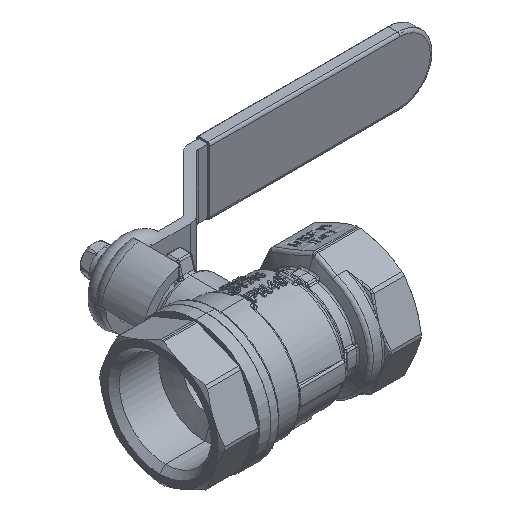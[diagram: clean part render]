
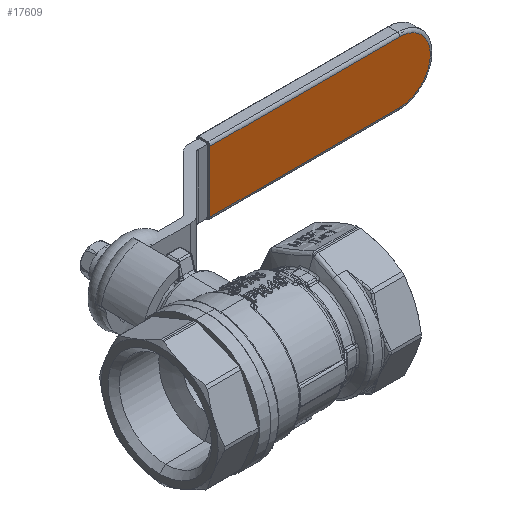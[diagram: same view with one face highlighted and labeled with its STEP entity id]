
A CAD part, isometric view. The second image highlights one B-rep face of the part: STEP entity #17609.
In plain terms, the highlighted planar face has unit normal (0, -1, 0).
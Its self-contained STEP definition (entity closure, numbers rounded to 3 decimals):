
#468 = CARTESIAN_POINT ( 'NONE',  ( 90.004, 46.8, -4.999 ) ) ;
#1429 = B_SPLINE_CURVE_WITH_KNOTS ( 'NONE', 3,
 ( #27682, #47197, #31997, #1812 ),
 .UNSPECIFIED., .F., .F.,
 ( 4, 4 ),
 ( 0., 1. ),
 .UNSPECIFIED. ) ;
#1697 = CARTESIAN_POINT ( 'NONE',  ( 83.5, 46.8, 0. ) ) ;
#1812 = CARTESIAN_POINT ( 'NONE',  ( 33.096, 46.8, 8.134 ) ) ;
#2412 = B_SPLINE_CURVE_WITH_KNOTS ( 'NONE', 3,
 ( #40098, #17453, #13782, #44080 ),
 .UNSPECIFIED., .F., .F.,
 ( 4, 4 ),
 ( 0., 1. ),
 .UNSPECIFIED. ) ;
#3281 = CARTESIAN_POINT ( 'NONE',  ( 66.699, 46.8, -8.134 ) ) ;
#4003 = AXIS2_PLACEMENT_3D ( 'NONE', #1697, #20466, #12801 ) ;
#4157 = CARTESIAN_POINT ( 'NONE',  ( 84.565, 46.8, -8.134 ) ) ;
#7665 = CARTESIAN_POINT ( 'NONE',  ( 88.499, 46.8, -6.504 ) ) ;
#7774 = B_SPLINE_CURVE_WITH_KNOTS ( 'NONE', 3,
 ( #38419, #45405, #12113, #19118, #45888, #26701, #30519, #45719, #46037, #22736, #34485, #27196, #468, #7665, #34163, #11789, #4157, #42062 ),
 .UNSPECIFIED., .F., .F.,
 ( 4, 2, 2, 2, 2, 2, 2, 2, 4 ),
 ( 0., 0.125, 0.25, 0.375, 0.5, 0.625, 0.75, 0.875, 1. ),
 .UNSPECIFIED. ) ;
#8496 = FACE_OUTER_BOUND ( 'NONE', #38960, .T. ) ;
#9768 = ORIENTED_EDGE ( 'NONE', *, *, #32817, .T. ) ;
#11789 = CARTESIAN_POINT ( 'NONE',  ( 85.629, 46.8, -7.922 ) ) ;
#12113 = CARTESIAN_POINT ( 'NONE',  ( 85.629, 46.8, 7.922 ) ) ;
#12155 = PLANE ( 'NONE',  #4003 ) ;
#12801 = DIRECTION ( 'NONE',  ( 0., 0., -1. ) ) ;
#13782 = CARTESIAN_POINT ( 'NONE',  ( 33.096, 46.8, -2.711 ) ) ;
#14086 = CARTESIAN_POINT ( 'NONE',  ( 33.096, 46.8, -8.134 ) ) ;
#15038 = VERTEX_POINT ( 'NONE', #42461 ) ;
#17453 = CARTESIAN_POINT ( 'NONE',  ( 33.096, 46.8, 2.711 ) ) ;
#17609 = ADVANCED_FACE ( 'NONE', ( #8496 ), #12155, .T. ) ;
#17992 = VERTEX_POINT ( 'NONE', #42505 ) ;
#18719 = CARTESIAN_POINT ( 'NONE',  ( 49.897, 46.8, -8.134 ) ) ;
#19118 = CARTESIAN_POINT ( 'NONE',  ( 87.596, 46.8, 7.107 ) ) ;
#19223 = EDGE_CURVE ( 'NONE', #28481, #17992, #34018, .T. ) ;
#20466 = DIRECTION ( 'NONE',  ( 0., -1., 0. ) ) ;
#21722 = ORIENTED_EDGE ( 'NONE', *, *, #19223, .T. ) ;
#22211 = CARTESIAN_POINT ( 'NONE',  ( 83.5, 46.8, -8.134 ) ) ;
#22514 = ORIENTED_EDGE ( 'NONE', *, *, #32009, .F. ) ;
#22736 = CARTESIAN_POINT ( 'NONE',  ( 91.634, 46.8, -1.065 ) ) ;
#25286 = CARTESIAN_POINT ( 'NONE',  ( 33.096, 46.8, 8.134 ) ) ;
#26096 = EDGE_CURVE ( 'NONE', #47958, #28481, #2412, .T. ) ;
#26170 = ORIENTED_EDGE ( 'NONE', *, *, #26096, .T. ) ;
#26701 = CARTESIAN_POINT ( 'NONE',  ( 90.004, 46.8, 4.999 ) ) ;
#27196 = CARTESIAN_POINT ( 'NONE',  ( 90.607, 46.8, -4.096 ) ) ;
#27682 = CARTESIAN_POINT ( 'NONE',  ( 83.5, 46.8, 8.134 ) ) ;
#28481 = VERTEX_POINT ( 'NONE', #39269 ) ;
#30519 = CARTESIAN_POINT ( 'NONE',  ( 90.607, 46.8, 4.096 ) ) ;
#31997 = CARTESIAN_POINT ( 'NONE',  ( 49.897, 46.8, 8.134 ) ) ;
#32009 = EDGE_CURVE ( 'NONE', #15038, #17992, #7774, .T. ) ;
#32817 = EDGE_CURVE ( 'NONE', #15038, #47958, #1429, .T. ) ;
#34018 = B_SPLINE_CURVE_WITH_KNOTS ( 'NONE', 3,
 ( #14086, #18719, #3281, #22211 ),
 .UNSPECIFIED., .F., .F.,
 ( 4, 4 ),
 ( 0., 1. ),
 .UNSPECIFIED. ) ;
#34163 = CARTESIAN_POINT ( 'NONE',  ( 87.596, 46.8, -7.107 ) ) ;
#34485 = CARTESIAN_POINT ( 'NONE',  ( 91.422, 46.8, -2.129 ) ) ;
#38419 = CARTESIAN_POINT ( 'NONE',  ( 83.5, 46.8, 8.134 ) ) ;
#38960 = EDGE_LOOP ( 'NONE', ( #22514, #9768, #26170, #21722 ) ) ;
#39269 = CARTESIAN_POINT ( 'NONE',  ( 33.096, 46.8, -8.134 ) ) ;
#40098 = CARTESIAN_POINT ( 'NONE',  ( 33.096, 46.8, 8.134 ) ) ;
#42062 = CARTESIAN_POINT ( 'NONE',  ( 83.5, 46.8, -8.134 ) ) ;
#42461 = CARTESIAN_POINT ( 'NONE',  ( 83.5, 46.8, 8.134 ) ) ;
#42505 = CARTESIAN_POINT ( 'NONE',  ( 83.5, 46.8, -8.134 ) ) ;
#44080 = CARTESIAN_POINT ( 'NONE',  ( 33.096, 46.8, -8.134 ) ) ;
#45405 = CARTESIAN_POINT ( 'NONE',  ( 84.565, 46.8, 8.134 ) ) ;
#45719 = CARTESIAN_POINT ( 'NONE',  ( 91.422, 46.8, 2.129 ) ) ;
#45888 = CARTESIAN_POINT ( 'NONE',  ( 88.499, 46.8, 6.504 ) ) ;
#46037 = CARTESIAN_POINT ( 'NONE',  ( 91.634, 46.8, 1.065 ) ) ;
#47197 = CARTESIAN_POINT ( 'NONE',  ( 66.699, 46.8, 8.134 ) ) ;
#47958 = VERTEX_POINT ( 'NONE', #25286 ) ;
